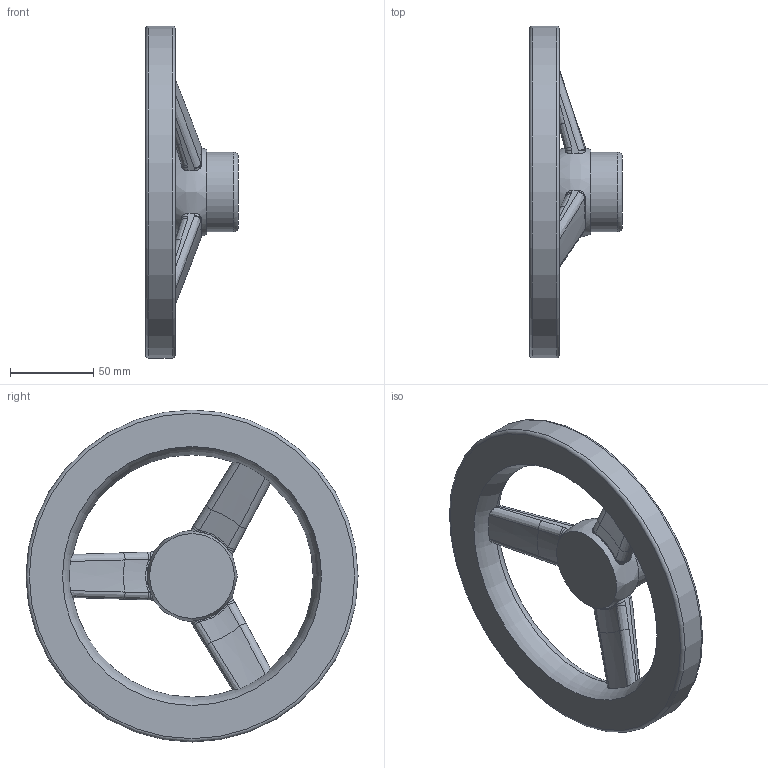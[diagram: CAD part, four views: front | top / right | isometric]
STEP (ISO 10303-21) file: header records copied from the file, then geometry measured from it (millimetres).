
FILE_DESCRIPTION(/* description */ (''),/* implementation_level */ '2;1');
FILE_NAME(/* name */ 'KBN_200',/* time_stamp */ '2012-11-23T16:04:16+08:00',/* author */ (''),/* organization */ (''),/* preprocessor_version */ 'ST-DEVELOPER v9',/* originating_system */ 'UGS - NX 4.0',/* authorisation */ '');
FILE_SCHEMA (('CONFIG_CONTROL_DESIGN'));
Length unit declared in the file: millimetre
Products named in the file (1): Admi3EE0xl2w
Bounding box: 56 x 200 x 200 mm (x, y, z)
Volume: 350415.7 mm3; surface area: 64260.5 mm2
Topology: 1 solids, 1 shells, 100 faces, 253 edges, 148 vertices
Faces by surface type: bspline 43, plane 17, torus 14, cylinder 14, cone 12
Full cylindrical faces by diameter (mm): 48 x1, 200 x1
Entity records: 3881 total; most frequent: CARTESIAN_POINT 1860, ORIENTED_EDGE 466, DIRECTION 306, EDGE_CURVE 233, VERTEX_POINT 143, AXIS2_PLACEMENT_3D 141, B_SPLINE_CURVE_WITH_KNOTS 126, EDGE_LOOP 114
